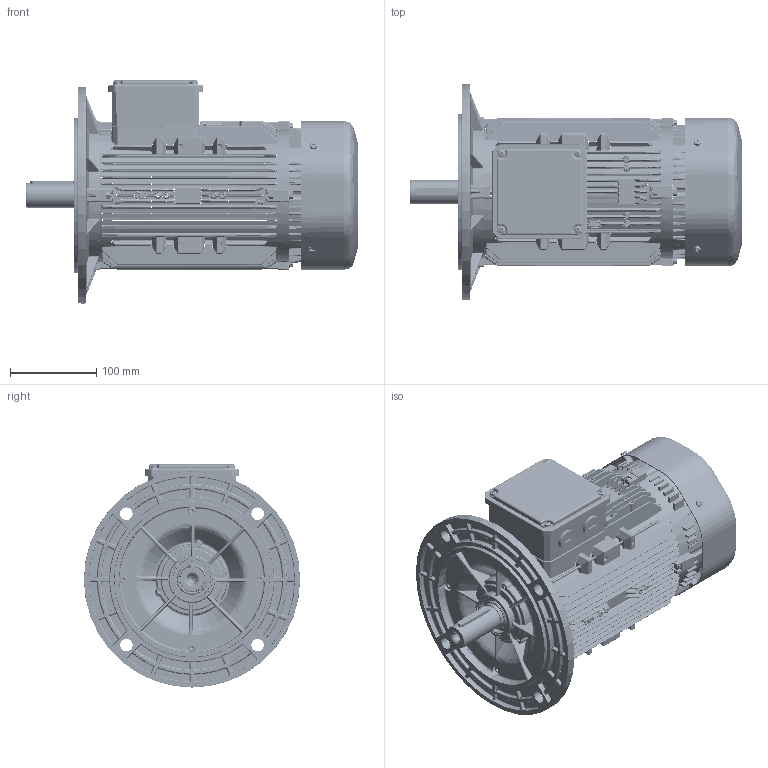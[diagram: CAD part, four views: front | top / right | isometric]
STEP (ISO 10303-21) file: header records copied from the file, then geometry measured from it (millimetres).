
FILE_DESCRIPTION(/* description */ (''),/* implementation_level */ '2;1');
FILE_NAME(/* name */ '_QHS Series_ 100_B5 DEEP COVER_stp.stp',/* time_stamp */ '2024-07-29T14:49:07+03:00',/* author */ (''),/* organization */ (''),/* preprocessor_version */ 'ST-DEVELOPER v18.102',/* originating_system */ 'SIEMENS PLM Software NX2206.8101',/* authorisation */ '');
FILE_SCHEMA (('AUTOMOTIVE_DESIGN { 1 0 10303 214 3 1 1 1 }'));
Products named in the file (1): _QHS Series_ 100_B5 DEEP COVER_stp_objects
Bounding box: 384.19 x 250.32 x 258.21 mm (x, y, z)
Surface area: 745322.9 mm2 (no closed solid volume)
Topology: 0 solids, 85 shells, 6516 faces, 19781 edges, 12394 vertices
Faces by surface type: cylinder 2742, plane 1592, torus 1296, bspline 435, cone 252, sphere 199
Full cylindrical faces by diameter (mm): 5 x6, 8 x7, 8.5 x1, 9.874 x1, 10 x4, 10.5 x1, 11 x4, 25 x2, 27.5 x1, 27.6 x1, 28 x1, 30 x1, 180 x1
Entity records: 239211 total; most frequent: CARTESIAN_POINT 86086, ORIENTED_EDGE 31805, DIRECTION 26870, EDGE_CURVE 19406, VERTEX_POINT 12322, AXIS2_PLACEMENT_3D 10432, B_SPLINE_CURVE_WITH_KNOTS 8779, EDGE_LOOP 6811
